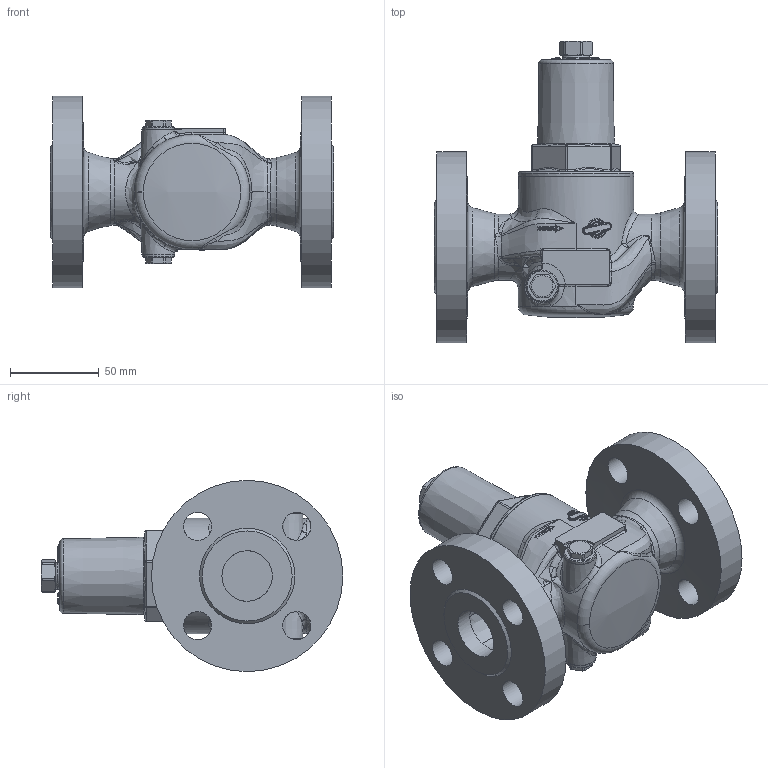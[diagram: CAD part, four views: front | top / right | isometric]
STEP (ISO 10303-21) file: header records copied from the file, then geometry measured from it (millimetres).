
FILE_DESCRIPTION(/* description */ (''),/* implementation_level */ '2;1');
FILE_NAME(/* name */ '080204.stp',/* time_stamp */ '2024-10-14T09:25:15+02:00',/* author */ ('Stefan.Junkers'),/* organization */ (''),/* preprocessor_version */ 'ST-DEVELOPER v20',/* originating_system */ 'Autodesk Inventor 2025',/* authorisation */ '');
FILE_SCHEMA (('AUTOMOTIVE_DESIGN { 1 0 10303 214 3 1 1 }'));
Products named in the file (1): 080204
Bounding box: 160 x 170.28 x 108 mm (x, y, z)
Volume: 737783.2 mm3; surface area: 92433.3 mm2
Topology: 1 solids, 2 shells, 544 faces, 1481 edges, 949 vertices
Faces by surface type: bspline 261, plane 123, cylinder 87, cone 38, torus 26, sphere 9
Full cylindrical faces by diameter (mm): 2 x1, 5 x1, 10 x1, 10.2 x1, 15 x1, 15.9 x8, 18 x2, 28.5 x2, 65 x1, 108 x2
Entity records: 35960 total; most frequent: CARTESIAN_POINT 24114, ORIENTED_EDGE 2930, DIRECTION 1540, EDGE_CURVE 1465, VERTEX_POINT 946, B_SPLINE_CURVE_WITH_KNOTS 815, AXIS2_PLACEMENT_3D 654, EDGE_LOOP 581
